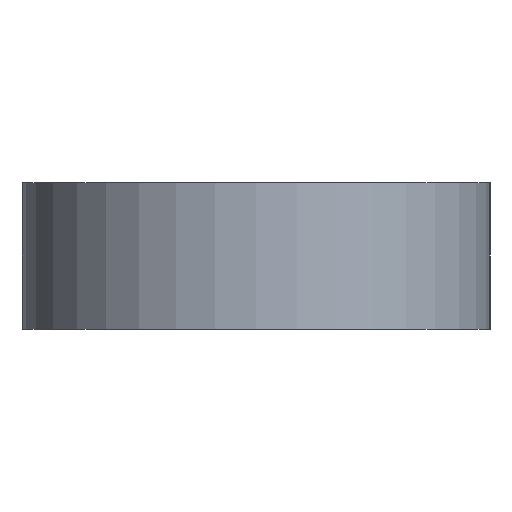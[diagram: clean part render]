
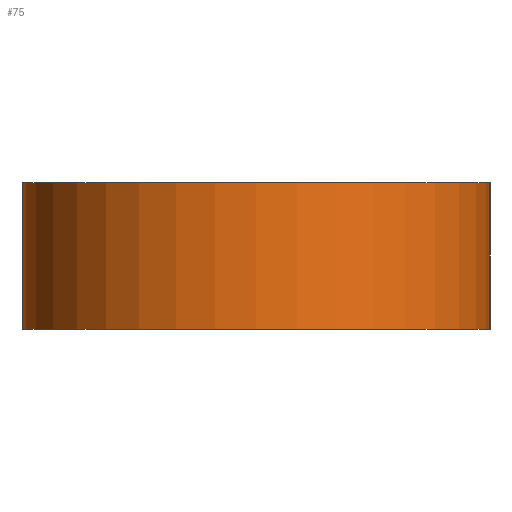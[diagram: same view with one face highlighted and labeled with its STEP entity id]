
A CAD part, left-side view. The second image highlights one B-rep face of the part: STEP entity #75.
In plain terms, the highlighted cylindrical face has radius 8 mm (diameter 16 mm), a partial arc.
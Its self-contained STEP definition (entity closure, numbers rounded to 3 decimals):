
#75 = ADVANCED_FACE( '', ( #92 ), #93, .T. );
#92 = FACE_OUTER_BOUND( '', #132, .T. );
#93 = CYLINDRICAL_SURFACE( '', #133, 8. );
#132 = EDGE_LOOP( '', ( #172, #173, #174, #175 ) );
#133 = AXIS2_PLACEMENT_3D( '', #176, #177, #178 );
#172 = ORIENTED_EDGE( '', *, *, #300, .F. );
#173 = ORIENTED_EDGE( '', *, *, #301, .F. );
#174 = ORIENTED_EDGE( '', *, *, #302, .T. );
#175 = ORIENTED_EDGE( '', *, *, #303, .T. );
#176 = CARTESIAN_POINT( '', ( -17.478, 0., 5. ) );
#177 = DIRECTION( '', ( 0., 0., 1. ) );
#178 = DIRECTION( '', ( -1., 0., 0. ) );
#300 = EDGE_CURVE( '', #340, #341, #342, .T. );
#301 = EDGE_CURVE( '', #343, #340, #344, .T. );
#302 = EDGE_CURVE( '', #343, #345, #346, .T. );
#303 = EDGE_CURVE( '', #345, #341, #347, .T. );
#340 = VERTEX_POINT( '', #408 );
#341 = VERTEX_POINT( '', #409 );
#342 = CIRCLE( '', #410, 8. );
#343 = VERTEX_POINT( '', #411 );
#344 = LINE( '', #412, #413 );
#345 = VERTEX_POINT( '', #414 );
#346 = CIRCLE( '', #415, 8. );
#347 = LINE( '', #416, #417 );
#408 = CARTESIAN_POINT( '', ( -17.478, -8., 0. ) );
#409 = CARTESIAN_POINT( '', ( -17.478, 8., 0. ) );
#410 = AXIS2_PLACEMENT_3D( '', #496, #497, #498 );
#411 = CARTESIAN_POINT( '', ( -17.478, -8., 5. ) );
#412 = CARTESIAN_POINT( '', ( -17.478, -8., 5. ) );
#413 = VECTOR( '', #499, 1000. );
#414 = CARTESIAN_POINT( '', ( -17.478, 8., 5. ) );
#415 = AXIS2_PLACEMENT_3D( '', #500, #501, #502 );
#416 = CARTESIAN_POINT( '', ( -17.478, 8., 5. ) );
#417 = VECTOR( '', #503, 1000. );
#496 = CARTESIAN_POINT( '', ( -17.478, 0., 0. ) );
#497 = DIRECTION( '', ( 0., 0., -1. ) );
#498 = DIRECTION( '', ( 1., 0., 0. ) );
#499 = DIRECTION( '', ( 0., 0., -1. ) );
#500 = CARTESIAN_POINT( '', ( -17.478, 0., 5. ) );
#501 = DIRECTION( '', ( 0., 0., -1. ) );
#502 = DIRECTION( '', ( 1., 0., 0. ) );
#503 = DIRECTION( '', ( 0., 0., -1. ) );
